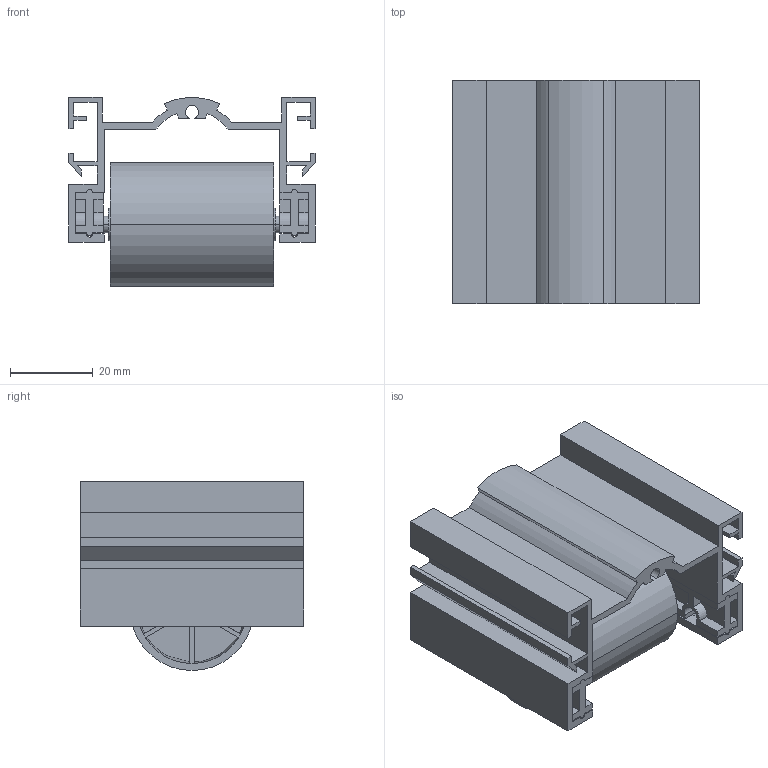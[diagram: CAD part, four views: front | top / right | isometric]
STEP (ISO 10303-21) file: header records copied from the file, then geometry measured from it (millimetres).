
FILE_DESCRIPTION(/* description */ (''),/* implementation_level */ '2;1');
FILE_NAME(/* name */ '79D-001-2.stp',/* time_stamp */ '2022-07-25T10:22:36-04:00',/* author */ ('aorselli'),/* organization */ (''),/* preprocessor_version */ 'ST-DEVELOPER v18.1',/* originating_system */ 'AutoCAD Mechanical',/* authorisation */ '');
FILE_SCHEMA (('AUTOMOTIVE_DESIGN { 1 0 10303 214 3 1 1 }'));
Length unit declared in the file: millimetre
Products named in the file (1): 79D-001-2
Bounding box: 59.5 x 54 x 45.7 mm (x, y, z)
Volume: 32673.7 mm3; surface area: 42409.9 mm2
Topology: 5 solids, 5 shells, 424 faces, 1180 edges, 784 vertices
Faces by surface type: plane 338, cylinder 74, cone 12
Entity records: 13673 total; most frequent: CARTESIAN_POINT 2629, ORIENTED_EDGE 2360, DIRECTION 2200, EDGE_CURVE 1180, LINE 914, VECTOR 914, VERTEX_POINT 784, AXIS2_PLACEMENT_3D 643
